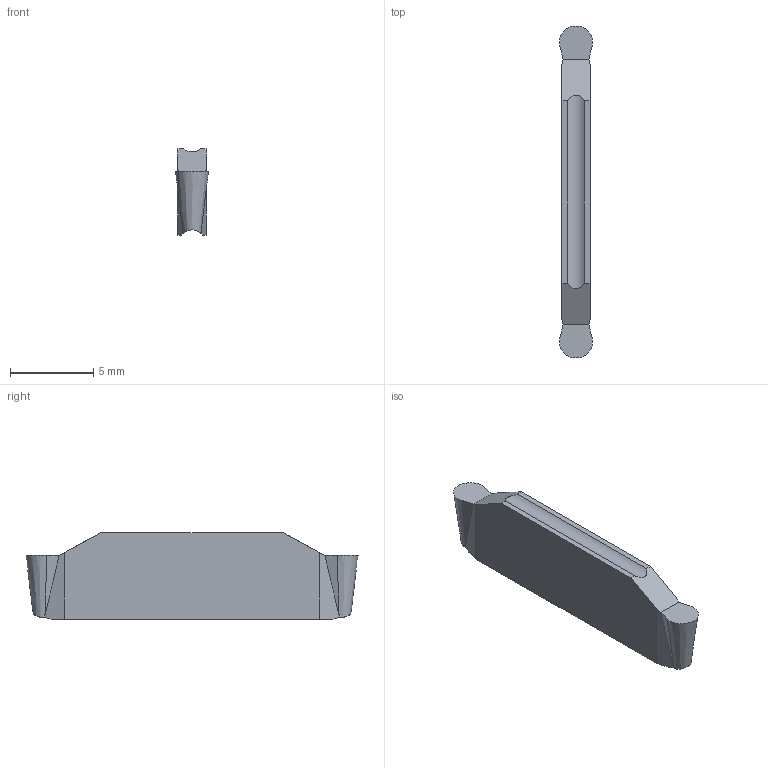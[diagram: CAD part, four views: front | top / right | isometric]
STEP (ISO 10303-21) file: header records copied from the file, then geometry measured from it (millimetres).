
FILE_DESCRIPTION(('CATIA V5 STEP','CAx-IF Rec.Pracs.--- Model Styling and Organization---1.2---2011-12-15'),'2;1');
FILE_NAME('TDT 2E-1.0 RU.stp','2017-05-30T23:07:03+00:00',('none'),('none'),'CATIA Version 5 Release 21 SP 5 (IN-10)','CATIA V5 STEP AP214','none');
FILE_SCHEMA(('AUTOMOTIVE_DESIGN { 1 0 10303 214 1 1 1 1 }'));
Length unit declared in the file: millimetre
Products named in the file (1): TDT 2E-1.0 RU
Bounding box: 1.99 x 19.99 x 5.2 mm (x, y, z)
Volume: 147.2 mm3; surface area: 263.6 mm2
Topology: 1 solids, 1 shells, 22 faces, 60 edges, 41 vertices
Faces by surface type: plane 14, bspline 6, cylinder 2
Entity records: 855 total; most frequent: CARTESIAN_POINT 340, ORIENTED_EDGE 112, DIRECTION 66, EDGE_CURVE 56, VERTEX_POINT 36, VECTOR 33, LINE 33, B_SPLINE_CURVE_WITH_KNOTS 24
